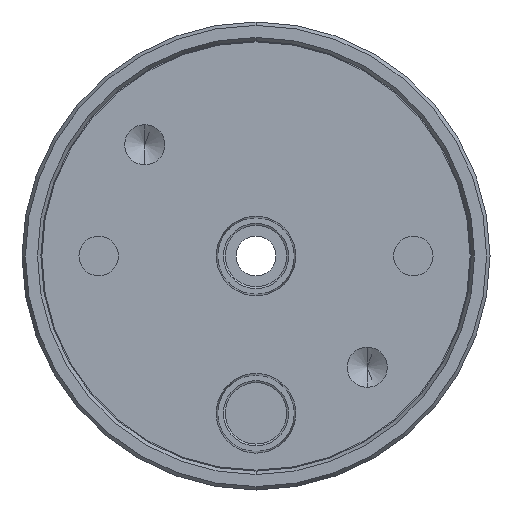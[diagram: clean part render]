
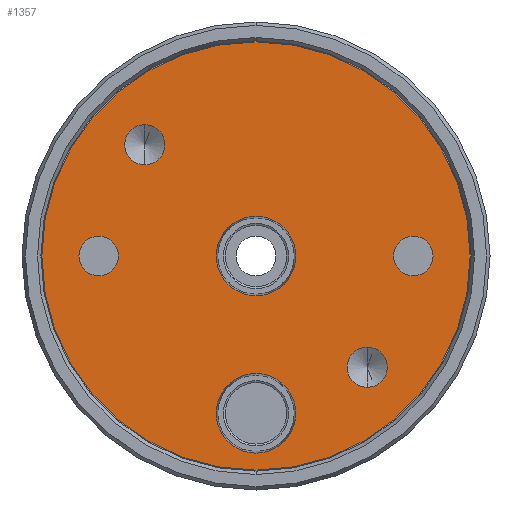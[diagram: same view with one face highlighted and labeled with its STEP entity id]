
A CAD part, front view. The second image highlights one B-rep face of the part: STEP entity #1357.
In plain terms, the highlighted planar face has unit normal (0, -1, 0).
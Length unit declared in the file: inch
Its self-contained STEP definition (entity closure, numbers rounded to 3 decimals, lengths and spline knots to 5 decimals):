
#66 = VERTEX_POINT ( 'NONE', #2113 ) ;
#85 = EDGE_CURVE ( 'NONE', #2474, #1268, #1840, .T. ) ;
#105 = AXIS2_PLACEMENT_3D ( 'NONE', #761, #1431, #2257 ) ;
#125 = EDGE_LOOP ( 'NONE', ( #824, #2701 ) ) ;
#143 = DIRECTION ( 'NONE',  ( 0., -1., 0. ) ) ;
#167 = VERTEX_POINT ( 'NONE', #997 ) ;
#168 = CARTESIAN_POINT ( 'NONE',  ( -0.56569, 0., 0.66725 ) ) ;
#181 = AXIS2_PLACEMENT_3D ( 'NONE', #2292, #204, #1035 ) ;
#185 = VERTEX_POINT ( 'NONE', #168 ) ;
#199 = VERTEX_POINT ( 'NONE', #2684 ) ;
#204 = DIRECTION ( 'NONE',  ( 0., -1., 0. ) ) ;
#226 = FACE_BOUND ( 'NONE', #125, .T. ) ;
#234 = CARTESIAN_POINT ( 'NONE',  ( 0., 0., -0.5975 ) ) ;
#242 = CARTESIAN_POINT ( 'NONE',  ( 0., 0., -0.2025 ) ) ;
#271 = AXIS2_PLACEMENT_3D ( 'NONE', #2609, #723, #2365 ) ;
#289 = CARTESIAN_POINT ( 'NONE',  ( 0., 0., 0. ) ) ;
#311 = AXIS2_PLACEMENT_3D ( 'NONE', #1243, #442, #1063 ) ;
#316 = CARTESIAN_POINT ( 'NONE',  ( -0.56569, 0., 0.56569 ) ) ;
#347 = CARTESIAN_POINT ( 'NONE',  ( -0.56569, 0., 0.46412 ) ) ;
#349 = AXIS2_PLACEMENT_3D ( 'NONE', #555, #2468, #2422 ) ;
#387 = EDGE_LOOP ( 'NONE', ( #2540, #2001 ) ) ;
#434 = DIRECTION ( 'NONE',  ( 0., 1., 0. ) ) ;
#442 = DIRECTION ( 'NONE',  ( 0., -1., 0. ) ) ;
#443 = ORIENTED_EDGE ( 'NONE', *, *, #564, .T. ) ;
#445 = AXIS2_PLACEMENT_3D ( 'NONE', #316, #1361, #896 ) ;
#453 = EDGE_LOOP ( 'NONE', ( #1441, #2179 ) ) ;
#464 = DIRECTION ( 'NONE',  ( 0., -1., 0. ) ) ;
#529 = CIRCLE ( 'NONE', #445, 0.10156 ) ;
#534 = AXIS2_PLACEMENT_3D ( 'NONE', #2704, #2225, #598 ) ;
#540 = DIRECTION ( 'NONE',  ( 0., 0., 1. ) ) ;
#543 = DIRECTION ( 'NONE',  ( 0., 0., 1. ) ) ;
#555 = CARTESIAN_POINT ( 'NONE',  ( -0.8, 0., 0. ) ) ;
#564 = EDGE_CURVE ( 'NONE', #167, #199, #2471, .T. ) ;
#568 = VERTEX_POINT ( 'NONE', #1563 ) ;
#592 = CARTESIAN_POINT ( 'NONE',  ( 0.56569, 0., -0.56569 ) ) ;
#598 = DIRECTION ( 'NONE',  ( 0., 0., 1. ) ) ;
#632 = AXIS2_PLACEMENT_3D ( 'NONE', #2062, #1020, #1862 ) ;
#650 = FACE_BOUND ( 'NONE', #2124, .T. ) ;
#660 = FACE_BOUND ( 'NONE', #453, .T. ) ;
#664 = CIRCLE ( 'NONE', #349, 0.1005 ) ;
#669 = CARTESIAN_POINT ( 'NONE',  ( -0.8, 0., -0.1005 ) ) ;
#722 = ORIENTED_EDGE ( 'NONE', *, *, #85, .F. ) ;
#723 = DIRECTION ( 'NONE',  ( 0., -1., 0. ) ) ;
#727 = VERTEX_POINT ( 'NONE', #242 ) ;
#748 = ORIENTED_EDGE ( 'NONE', *, *, #2596, .F. ) ;
#761 = CARTESIAN_POINT ( 'NONE',  ( 0., 0., -0.8 ) ) ;
#770 = DIRECTION ( 'NONE',  ( 0., -1., 0. ) ) ;
#776 = VERTEX_POINT ( 'NONE', #2258 ) ;
#824 = ORIENTED_EDGE ( 'NONE', *, *, #917, .F. ) ;
#833 = CIRCLE ( 'NONE', #2639, 0.1005 ) ;
#845 = CIRCLE ( 'NONE', #632, 1.089 ) ;
#864 = EDGE_CURVE ( 'NONE', #776, #961, #920, .T. ) ;
#884 = CARTESIAN_POINT ( 'NONE',  ( 0.8, 0., 0.1005 ) ) ;
#896 = DIRECTION ( 'NONE',  ( 0., 0., 1. ) ) ;
#908 = VERTEX_POINT ( 'NONE', #2158 ) ;
#916 = AXIS2_PLACEMENT_3D ( 'NONE', #289, #927, #540 ) ;
#917 = EDGE_CURVE ( 'NONE', #66, #1559, #1466, .T. ) ;
#920 = CIRCLE ( 'NONE', #311, 0.1005 ) ;
#922 = CIRCLE ( 'NONE', #1061, 0.2025 ) ;
#927 = DIRECTION ( 'NONE',  ( 0., -1., 0. ) ) ;
#961 = VERTEX_POINT ( 'NONE', #884 ) ;
#992 = EDGE_CURVE ( 'NONE', #727, #568, #1410, .T. ) ;
#997 = CARTESIAN_POINT ( 'NONE',  ( 0., 0., -1.089 ) ) ;
#1001 = DIRECTION ( 'NONE',  ( 0., 0., 1. ) ) ;
#1020 = DIRECTION ( 'NONE',  ( 0., -1., 0. ) ) ;
#1035 = DIRECTION ( 'NONE',  ( 0., 0., 1. ) ) ;
#1045 = FACE_BOUND ( 'NONE', #1514, .T. ) ;
#1051 = AXIS2_PLACEMENT_3D ( 'NONE', #1935, #770, #1163 ) ;
#1060 = CARTESIAN_POINT ( 'NONE',  ( 0.56569, 0., -0.66725 ) ) ;
#1061 = AXIS2_PLACEMENT_3D ( 'NONE', #2466, #1429, #2034 ) ;
#1063 = DIRECTION ( 'NONE',  ( 0., 0., 1. ) ) ;
#1064 = CARTESIAN_POINT ( 'NONE',  ( 0., 0., 0. ) ) ;
#1163 = DIRECTION ( 'NONE',  ( 0., 0., 1. ) ) ;
#1205 = ORIENTED_EDGE ( 'NONE', *, *, #1406, .F. ) ;
#1243 = CARTESIAN_POINT ( 'NONE',  ( 0.8, 0., 0. ) ) ;
#1268 = VERTEX_POINT ( 'NONE', #234 ) ;
#1284 = EDGE_LOOP ( 'NONE', ( #2135, #443 ) ) ;
#1338 = EDGE_CURVE ( 'NONE', #185, #1447, #1709, .T. ) ;
#1357 = ADVANCED_FACE ( 'NONE', ( #226, #1045, #660, #2315, #2513, #650, #2527 ), #1473, .F. ) ;
#1361 = DIRECTION ( 'NONE',  ( 0., -1., 0. ) ) ;
#1406 = EDGE_CURVE ( 'NONE', #1268, #2474, #2375, .T. ) ;
#1410 = CIRCLE ( 'NONE', #1051, 0.2025 ) ;
#1429 = DIRECTION ( 'NONE',  ( 0., -1., 0. ) ) ;
#1431 = DIRECTION ( 'NONE',  ( 0., -1., 0. ) ) ;
#1441 = ORIENTED_EDGE ( 'NONE', *, *, #2456, .F. ) ;
#1447 = VERTEX_POINT ( 'NONE', #347 ) ;
#1466 = CIRCLE ( 'NONE', #271, 0.10156 ) ;
#1473 = PLANE ( 'NONE',  #2152 ) ;
#1474 = CARTESIAN_POINT ( 'NONE',  ( 0., 0., -1.0025 ) ) ;
#1514 = EDGE_LOOP ( 'NONE', ( #2218, #1888 ) ) ;
#1559 = VERTEX_POINT ( 'NONE', #1060 ) ;
#1563 = CARTESIAN_POINT ( 'NONE',  ( 0., 0., 0.2025 ) ) ;
#1570 = CIRCLE ( 'NONE', #181, 0.1005 ) ;
#1626 = EDGE_CURVE ( 'NONE', #199, #167, #845, .T. ) ;
#1682 = DIRECTION ( 'NONE',  ( 0., 0., -1. ) ) ;
#1695 = CARTESIAN_POINT ( 'NONE',  ( 0., 0., -0.8 ) ) ;
#1701 = EDGE_CURVE ( 'NONE', #568, #727, #922, .T. ) ;
#1709 = CIRCLE ( 'NONE', #534, 0.10156 ) ;
#1822 = DIRECTION ( 'NONE',  ( 0., -1., 0. ) ) ;
#1840 = CIRCLE ( 'NONE', #2324, 0.2025 ) ;
#1862 = DIRECTION ( 'NONE',  ( 0., 0., 1. ) ) ;
#1888 = ORIENTED_EDGE ( 'NONE', *, *, #2525, .F. ) ;
#1935 = CARTESIAN_POINT ( 'NONE',  ( 0., 0., 0. ) ) ;
#2001 = ORIENTED_EDGE ( 'NONE', *, *, #992, .F. ) ;
#2029 = ORIENTED_EDGE ( 'NONE', *, *, #2668, .F. ) ;
#2034 = DIRECTION ( 'NONE',  ( 0., 0., 1. ) ) ;
#2041 = VERTEX_POINT ( 'NONE', #669 ) ;
#2059 = CARTESIAN_POINT ( 'NONE',  ( -0.8, 0., 0. ) ) ;
#2062 = CARTESIAN_POINT ( 'NONE',  ( 0., 0., 0. ) ) ;
#2113 = CARTESIAN_POINT ( 'NONE',  ( 0.56569, 0., -0.46412 ) ) ;
#2124 = EDGE_LOOP ( 'NONE', ( #1205, #722 ) ) ;
#2135 = ORIENTED_EDGE ( 'NONE', *, *, #1626, .T. ) ;
#2152 = AXIS2_PLACEMENT_3D ( 'NONE', #1064, #434, #1682 ) ;
#2158 = CARTESIAN_POINT ( 'NONE',  ( -0.8, 0., 0.1005 ) ) ;
#2179 = ORIENTED_EDGE ( 'NONE', *, *, #864, .F. ) ;
#2218 = ORIENTED_EDGE ( 'NONE', *, *, #1338, .F. ) ;
#2225 = DIRECTION ( 'NONE',  ( 0., -1., 0. ) ) ;
#2257 = DIRECTION ( 'NONE',  ( 0., 0., 1. ) ) ;
#2258 = CARTESIAN_POINT ( 'NONE',  ( 0.8, 0., -0.1005 ) ) ;
#2292 = CARTESIAN_POINT ( 'NONE',  ( 0.8, 0., 0. ) ) ;
#2315 = FACE_BOUND ( 'NONE', #2396, .T. ) ;
#2324 = AXIS2_PLACEMENT_3D ( 'NONE', #1695, #464, #2545 ) ;
#2365 = DIRECTION ( 'NONE',  ( 0., 0., 1. ) ) ;
#2368 = AXIS2_PLACEMENT_3D ( 'NONE', #592, #1822, #1001 ) ;
#2375 = CIRCLE ( 'NONE', #105, 0.2025 ) ;
#2396 = EDGE_LOOP ( 'NONE', ( #748, #2029 ) ) ;
#2409 = CIRCLE ( 'NONE', #2368, 0.10156 ) ;
#2422 = DIRECTION ( 'NONE',  ( 0., 0., 1. ) ) ;
#2456 = EDGE_CURVE ( 'NONE', #961, #776, #1570, .T. ) ;
#2466 = CARTESIAN_POINT ( 'NONE',  ( 0., 0., 0. ) ) ;
#2468 = DIRECTION ( 'NONE',  ( 0., -1., 0. ) ) ;
#2471 = CIRCLE ( 'NONE', #916, 1.089 ) ;
#2474 = VERTEX_POINT ( 'NONE', #1474 ) ;
#2513 = FACE_BOUND ( 'NONE', #387, .T. ) ;
#2525 = EDGE_CURVE ( 'NONE', #1447, #185, #529, .T. ) ;
#2527 = FACE_OUTER_BOUND ( 'NONE', #1284, .T. ) ;
#2540 = ORIENTED_EDGE ( 'NONE', *, *, #1701, .F. ) ;
#2545 = DIRECTION ( 'NONE',  ( 0., 0., 1. ) ) ;
#2596 = EDGE_CURVE ( 'NONE', #908, #2041, #664, .T. ) ;
#2609 = CARTESIAN_POINT ( 'NONE',  ( 0.56569, 0., -0.56569 ) ) ;
#2639 = AXIS2_PLACEMENT_3D ( 'NONE', #2059, #143, #543 ) ;
#2668 = EDGE_CURVE ( 'NONE', #2041, #908, #833, .T. ) ;
#2682 = EDGE_CURVE ( 'NONE', #1559, #66, #2409, .T. ) ;
#2684 = CARTESIAN_POINT ( 'NONE',  ( 0., 0., 1.089 ) ) ;
#2701 = ORIENTED_EDGE ( 'NONE', *, *, #2682, .F. ) ;
#2704 = CARTESIAN_POINT ( 'NONE',  ( -0.56569, 0., 0.56569 ) ) ;
